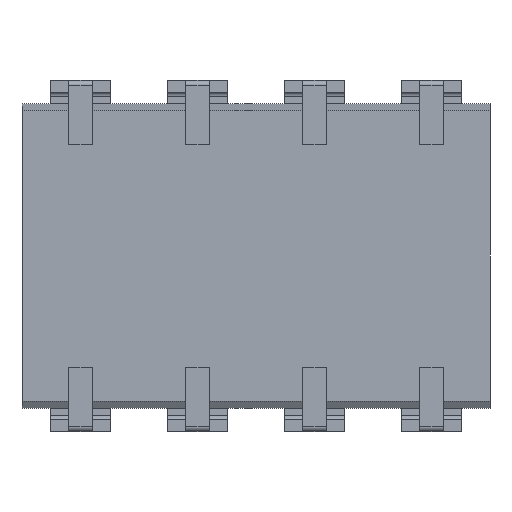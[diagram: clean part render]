
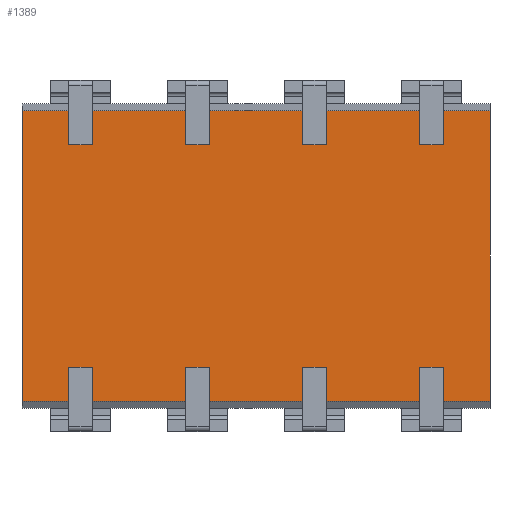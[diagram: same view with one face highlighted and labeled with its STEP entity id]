
A CAD part, front view. The second image highlights one B-rep face of the part: STEP entity #1389.
In plain terms, the highlighted planar face has unit normal (0, -1, 0).
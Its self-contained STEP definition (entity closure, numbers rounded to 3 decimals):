
#1367 = ORIENTED_EDGE ( 'NONE', *, *, #1368, .T. ) ;
#1368 = EDGE_CURVE ( 'NONE', #1393, #1369, #7818, .T. ) ;
#1369 = VERTEX_POINT ( 'NONE', #7814 ) ;
#1370 = ORIENTED_EDGE ( 'NONE', *, *, #1371, .T. ) ;
#1371 = EDGE_CURVE ( 'NONE', #1369, #1372, #7813, .T. ) ;
#1372 = VERTEX_POINT ( 'NONE', #7809 ) ;
#1373 = ORIENTED_EDGE ( 'NONE', *, *, #1374, .T. ) ;
#1374 = EDGE_CURVE ( 'NONE', #1372, #1394, #7807, .T. ) ;
#1389 = ADVANCED_FACE ( 'NONE', ( #7828 ), #7869, .T. ) ;
#1390 = EDGE_LOOP ( 'NONE', ( #1391, #1367, #1370, #1373 ) ) ;
#1391 = ORIENTED_EDGE ( 'NONE', *, *, #1392, .F. ) ;
#1392 = EDGE_CURVE ( 'NONE', #1393, #1394, #7864, .T. ) ;
#1393 = VERTEX_POINT ( 'NONE', #7860 ) ;
#1394 = VERTEX_POINT ( 'NONE', #7859 ) ;
#7804 = DIRECTION ( 'NONE',  ( -1., 0., 0. ) ) ;
#7805 = VECTOR ( 'NONE', #7804, 1000. ) ;
#7806 = CARTESIAN_POINT ( 'NONE',  ( 0., 0., -0.15 ) ) ;
#7807 = LINE ( 'NONE', #7806, #7805 ) ;
#7809 = CARTESIAN_POINT ( 'NONE',  ( 10.16, 0., -0.15 ) ) ;
#7810 = DIRECTION ( 'NONE',  ( 0., 0., 1. ) ) ;
#7811 = VECTOR ( 'NONE', #7810, 1000. ) ;
#7812 = CARTESIAN_POINT ( 'NONE',  ( 10.16, 0., -6.6 ) ) ;
#7813 = LINE ( 'NONE', #7812, #7811 ) ;
#7814 = CARTESIAN_POINT ( 'NONE',  ( 10.16, 0., -6.45 ) ) ;
#7815 = DIRECTION ( 'NONE',  ( 1., 0., 0. ) ) ;
#7816 = VECTOR ( 'NONE', #7815, 1000. ) ;
#7817 = CARTESIAN_POINT ( 'NONE',  ( 10.16, 0., -6.45 ) ) ;
#7818 = LINE ( 'NONE', #7817, #7816 ) ;
#7828 = FACE_OUTER_BOUND ( 'NONE', #1390, .T. ) ;
#7859 = CARTESIAN_POINT ( 'NONE',  ( 0., 0., -0.15 ) ) ;
#7860 = CARTESIAN_POINT ( 'NONE',  ( 0., 0., -6.45 ) ) ;
#7861 = DIRECTION ( 'NONE',  ( 0., 0., 1. ) ) ;
#7862 = VECTOR ( 'NONE', #7861, 1000. ) ;
#7863 = CARTESIAN_POINT ( 'NONE',  ( 0., 0., -6.6 ) ) ;
#7864 = LINE ( 'NONE', #7863, #7862 ) ;
#7865 = DIRECTION ( 'NONE',  ( 1., 0., 0. ) ) ;
#7866 = DIRECTION ( 'NONE',  ( 0., -1., 0. ) ) ;
#7867 = CARTESIAN_POINT ( 'NONE',  ( 10.16, 0., -6.6 ) ) ;
#7868 = AXIS2_PLACEMENT_3D ( 'NONE', #7867, #7866, #7865 ) ;
#7869 = PLANE ( 'NONE',  #7868 ) ;
